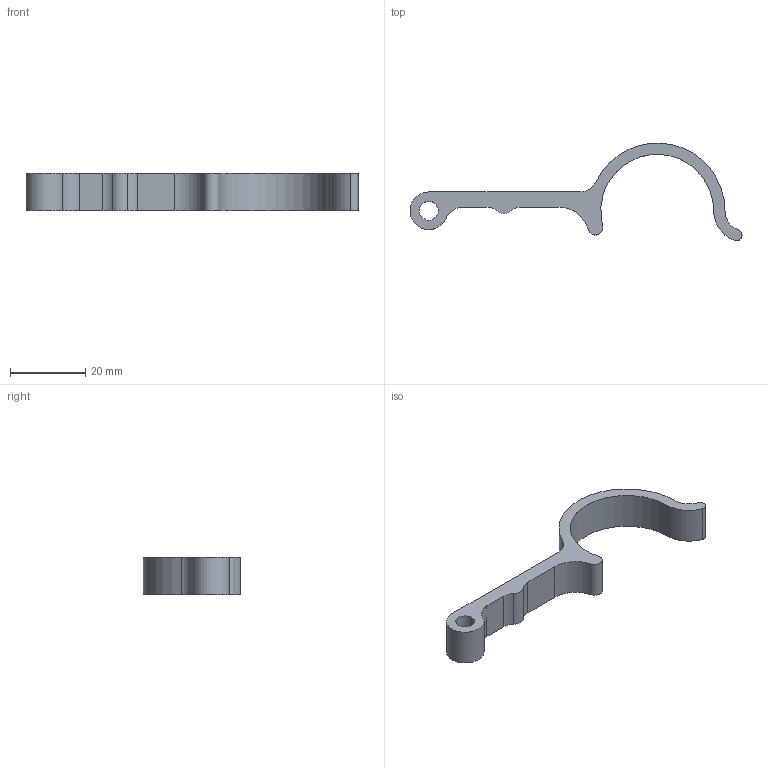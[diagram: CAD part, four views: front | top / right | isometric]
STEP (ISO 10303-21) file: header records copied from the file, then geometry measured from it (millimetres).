
FILE_DESCRIPTION(('CATIA V5 STEP Exchange'),'2;1');
FILE_NAME('Body_v1.stp','2020-04-29T12:42:19+00:00',('none'),('none'),'CATIA Unofficial Packaging Version SP3','CATIA V5 STEP AP203','none');
FILE_SCHEMA(('CONFIG_CONTROL_DESIGN'));
Length unit declared in the file: millimetre
Products named in the file (1): Body_v1
Bounding box: 88.24 x 25.94 x 10 mm (x, y, z)
Volume: 4473.9 mm3; surface area: 3422.2 mm2
Topology: 1 solids, 1 shells, 20 faces, 54 edges, 36 vertices
Faces by surface type: cylinder 15, plane 5
Entity records: 653 total; most frequent: CARTESIAN_POINT 109, ORIENTED_EDGE 108, DIRECTION 90, EDGE_CURVE 54, AXIS2_PLACEMENT_3D 49, VERTEX_POINT 36, CIRCLE 30, VECTOR 24
